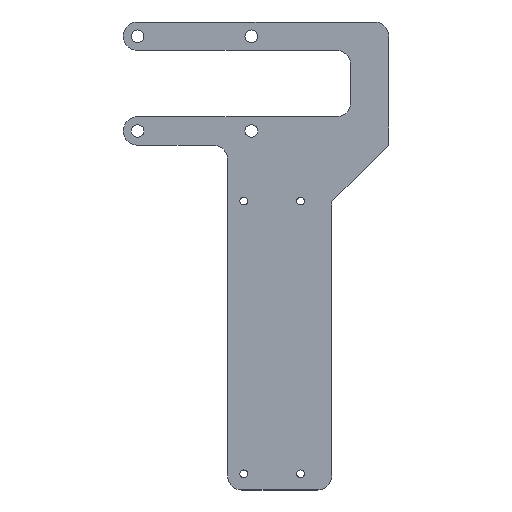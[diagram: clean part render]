
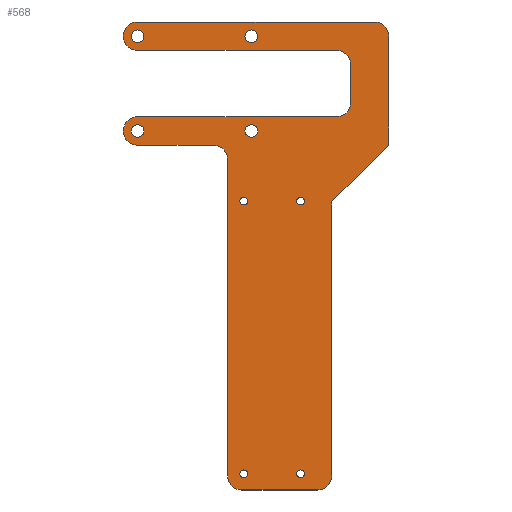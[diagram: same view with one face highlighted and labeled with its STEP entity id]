
A CAD part, top view. The second image highlights one B-rep face of the part: STEP entity #568.
In plain terms, the highlighted planar face has unit normal (0, 0, 1).
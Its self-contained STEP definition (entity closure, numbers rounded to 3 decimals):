
#23=FACE_BOUND('',#107,.T.);
#24=FACE_BOUND('',#108,.T.);
#25=FACE_BOUND('',#109,.T.);
#26=FACE_BOUND('',#110,.T.);
#27=FACE_BOUND('',#111,.T.);
#28=FACE_BOUND('',#112,.T.);
#29=FACE_BOUND('',#113,.T.);
#30=FACE_BOUND('',#114,.T.);
#42=PLANE('',#642);
#70=FACE_OUTER_BOUND('',#106,.T.);
#106=EDGE_LOOP('',(#499,#500,#501,#502,#503,#504,#505,#506,#507,#508,#509,
#510,#511,#512,#513,#514,#515,#516));
#107=EDGE_LOOP('',(#517));
#108=EDGE_LOOP('',(#518));
#109=EDGE_LOOP('',(#519));
#110=EDGE_LOOP('',(#520));
#111=EDGE_LOOP('',(#521));
#112=EDGE_LOOP('',(#522));
#113=EDGE_LOOP('',(#523));
#114=EDGE_LOOP('',(#524));
#135=LINE('',#905,#181);
#141=LINE('',#920,#187);
#144=LINE('',#928,#190);
#147=LINE('',#937,#193);
#151=LINE('',#946,#197);
#153=LINE('',#950,#199);
#154=LINE('',#953,#200);
#156=LINE('',#959,#202);
#159=LINE('',#966,#205);
#160=LINE('',#968,#206);
#181=VECTOR('',#737,10.);
#187=VECTOR('',#753,10.);
#190=VECTOR('',#762,10.);
#193=VECTOR('',#771,10.);
#197=VECTOR('',#781,10.);
#199=VECTOR('',#785,10.);
#200=VECTOR('',#788,10.);
#202=VECTOR('',#796,10.);
#205=VECTOR('',#805,10.);
#206=VECTOR('',#808,10.);
#207=CIRCLE('',#584,2.067);
#209=CIRCLE('',#587,2.067);
#211=CIRCLE('',#590,2.067);
#213=CIRCLE('',#593,2.067);
#215=CIRCLE('',#596,3.324);
#217=CIRCLE('',#599,3.324);
#219=CIRCLE('',#602,3.324);
#221=CIRCLE('',#605,3.324);
#223=CIRCLE('',#608,7.5);
#232=CIRCLE('',#620,7.5);
#233=CIRCLE('',#622,7.5);
#234=CIRCLE('',#625,7.5);
#235=CIRCLE('',#628,7.5);
#236=CIRCLE('',#631,7.5);
#237=CIRCLE('',#636,7.5);
#238=CIRCLE('',#639,7.5);
#239=VERTEX_POINT('',#813);
#241=VERTEX_POINT('',#819);
#243=VERTEX_POINT('',#825);
#245=VERTEX_POINT('',#831);
#247=VERTEX_POINT('',#837);
#249=VERTEX_POINT('',#843);
#251=VERTEX_POINT('',#849);
#253=VERTEX_POINT('',#855);
#255=VERTEX_POINT('',#861);
#256=VERTEX_POINT('',#862);
#275=VERTEX_POINT('',#904);
#276=VERTEX_POINT('',#908);
#277=VERTEX_POINT('',#912);
#278=VERTEX_POINT('',#914);
#279=VERTEX_POINT('',#918);
#280=VERTEX_POINT('',#922);
#281=VERTEX_POINT('',#924);
#282=VERTEX_POINT('',#930);
#283=VERTEX_POINT('',#931);
#284=VERTEX_POINT('',#936);
#285=VERTEX_POINT('',#940);
#286=VERTEX_POINT('',#942);
#287=VERTEX_POINT('',#948);
#288=VERTEX_POINT('',#952);
#289=VERTEX_POINT('',#958);
#290=VERTEX_POINT('',#962);
#291=EDGE_CURVE('',#239,#239,#207,.T.);
#294=EDGE_CURVE('',#241,#241,#209,.T.);
#297=EDGE_CURVE('',#243,#243,#211,.T.);
#300=EDGE_CURVE('',#245,#245,#213,.T.);
#303=EDGE_CURVE('',#247,#247,#215,.T.);
#306=EDGE_CURVE('',#249,#249,#217,.T.);
#309=EDGE_CURVE('',#251,#251,#219,.T.);
#312=EDGE_CURVE('',#253,#253,#221,.T.);
#315=EDGE_CURVE('',#255,#256,#223,.T.);
#336=EDGE_CURVE('',#256,#275,#135,.T.);
#338=EDGE_CURVE('',#275,#276,#232,.T.);
#341=EDGE_CURVE('',#277,#278,#233,.T.);
#344=EDGE_CURVE('',#279,#277,#141,.T.);
#346=EDGE_CURVE('',#280,#281,#234,.T.);
#348=EDGE_CURVE('',#278,#280,#144,.T.);
#349=EDGE_CURVE('',#282,#283,#235,.T.);
#352=EDGE_CURVE('',#283,#284,#147,.T.);
#355=EDGE_CURVE('',#285,#286,#236,.T.);
#357=EDGE_CURVE('',#276,#285,#151,.T.);
#359=EDGE_CURVE('',#287,#255,#153,.T.);
#360=EDGE_CURVE('',#286,#288,#154,.T.);
#362=EDGE_CURVE('',#288,#279,#237,.T.);
#363=EDGE_CURVE('',#281,#289,#156,.T.);
#365=EDGE_CURVE('',#289,#290,#238,.T.);
#367=EDGE_CURVE('',#290,#282,#159,.T.);
#368=EDGE_CURVE('',#284,#287,#160,.T.);
#499=ORIENTED_EDGE('',*,*,#315,.F.);
#500=ORIENTED_EDGE('',*,*,#359,.F.);
#501=ORIENTED_EDGE('',*,*,#368,.F.);
#502=ORIENTED_EDGE('',*,*,#352,.F.);
#503=ORIENTED_EDGE('',*,*,#349,.F.);
#504=ORIENTED_EDGE('',*,*,#367,.F.);
#505=ORIENTED_EDGE('',*,*,#365,.F.);
#506=ORIENTED_EDGE('',*,*,#363,.F.);
#507=ORIENTED_EDGE('',*,*,#346,.F.);
#508=ORIENTED_EDGE('',*,*,#348,.F.);
#509=ORIENTED_EDGE('',*,*,#341,.F.);
#510=ORIENTED_EDGE('',*,*,#344,.F.);
#511=ORIENTED_EDGE('',*,*,#362,.F.);
#512=ORIENTED_EDGE('',*,*,#360,.F.);
#513=ORIENTED_EDGE('',*,*,#355,.F.);
#514=ORIENTED_EDGE('',*,*,#357,.F.);
#515=ORIENTED_EDGE('',*,*,#338,.F.);
#516=ORIENTED_EDGE('',*,*,#336,.F.);
#517=ORIENTED_EDGE('',*,*,#291,.T.);
#518=ORIENTED_EDGE('',*,*,#294,.T.);
#519=ORIENTED_EDGE('',*,*,#297,.T.);
#520=ORIENTED_EDGE('',*,*,#300,.T.);
#521=ORIENTED_EDGE('',*,*,#303,.T.);
#522=ORIENTED_EDGE('',*,*,#306,.T.);
#523=ORIENTED_EDGE('',*,*,#309,.T.);
#524=ORIENTED_EDGE('',*,*,#312,.T.);
#568=ADVANCED_FACE('',(#70,#23,#24,#25,#26,#27,#28,#29,#30),#42,.T.);
#584=AXIS2_PLACEMENT_3D('',#814,#647,#648);
#587=AXIS2_PLACEMENT_3D('',#820,#654,#655);
#590=AXIS2_PLACEMENT_3D('',#826,#661,#662);
#593=AXIS2_PLACEMENT_3D('',#832,#668,#669);
#596=AXIS2_PLACEMENT_3D('',#838,#675,#676);
#599=AXIS2_PLACEMENT_3D('',#844,#682,#683);
#602=AXIS2_PLACEMENT_3D('',#850,#689,#690);
#605=AXIS2_PLACEMENT_3D('',#856,#696,#697);
#608=AXIS2_PLACEMENT_3D('',#863,#703,#704);
#620=AXIS2_PLACEMENT_3D('',#909,#741,#742);
#622=AXIS2_PLACEMENT_3D('',#915,#747,#748);
#625=AXIS2_PLACEMENT_3D('',#925,#757,#758);
#628=AXIS2_PLACEMENT_3D('',#932,#765,#766);
#631=AXIS2_PLACEMENT_3D('',#943,#776,#777);
#636=AXIS2_PLACEMENT_3D('',#956,#792,#793);
#639=AXIS2_PLACEMENT_3D('',#963,#800,#801);
#642=AXIS2_PLACEMENT_3D('',#969,#809,#810);
#647=DIRECTION('center_axis',(0.,0.,-1.));
#648=DIRECTION('ref_axis',(1.,0.,0.));
#654=DIRECTION('center_axis',(0.,0.,-1.));
#655=DIRECTION('ref_axis',(1.,0.,0.));
#661=DIRECTION('center_axis',(0.,0.,-1.));
#662=DIRECTION('ref_axis',(1.,0.,0.));
#668=DIRECTION('center_axis',(0.,0.,-1.));
#669=DIRECTION('ref_axis',(1.,0.,0.));
#675=DIRECTION('center_axis',(0.,0.,-1.));
#676=DIRECTION('ref_axis',(1.,0.,0.));
#682=DIRECTION('center_axis',(0.,0.,-1.));
#683=DIRECTION('ref_axis',(1.,0.,0.));
#689=DIRECTION('center_axis',(0.,0.,-1.));
#690=DIRECTION('ref_axis',(1.,0.,0.));
#696=DIRECTION('center_axis',(0.,0.,-1.));
#697=DIRECTION('ref_axis',(1.,0.,0.));
#703=DIRECTION('center_axis',(0.,0.,-1.));
#704=DIRECTION('ref_axis',(0.707,-0.707,0.));
#737=DIRECTION('',(-1.,0.,0.));
#741=DIRECTION('center_axis',(0.,0.,-1.));
#742=DIRECTION('ref_axis',(-0.707,-0.707,0.));
#747=DIRECTION('center_axis',(0.,0.,1.));
#748=DIRECTION('ref_axis',(0.707,-0.707,0.));
#753=DIRECTION('',(1.,0.,0.));
#757=DIRECTION('center_axis',(0.,0.,1.));
#758=DIRECTION('ref_axis',(0.707,0.707,0.));
#762=DIRECTION('',(0.,1.,0.));
#765=DIRECTION('center_axis',(0.,0.,-1.));
#766=DIRECTION('ref_axis',(0.707,0.707,0.));
#771=DIRECTION('',(0.,-1.,0.));
#776=DIRECTION('center_axis',(0.,0.,1.));
#777=DIRECTION('ref_axis',(0.707,0.707,0.));
#781=DIRECTION('',(0.,1.,0.));
#785=DIRECTION('',(0.,-1.,0.));
#788=DIRECTION('',(-1.,0.,0.));
#792=DIRECTION('center_axis',(0.,0.,-1.));
#793=DIRECTION('ref_axis',(0.,1.,0.));
#796=DIRECTION('',(-1.,0.,0.));
#800=DIRECTION('center_axis',(0.,0.,-1.));
#801=DIRECTION('ref_axis',(0.,1.,0.));
#805=DIRECTION('',(1.,0.,0.));
#808=DIRECTION('',(-0.707,-0.707,0.));
#809=DIRECTION('center_axis',(0.,0.,1.));
#810=DIRECTION('ref_axis',(1.,0.,0.));
#813=CARTESIAN_POINT('',(11.433,-62.,5.));
#814=CARTESIAN_POINT('Origin',(13.5,-62.,5.));
#819=CARTESIAN_POINT('',(11.433,-206.,5.));
#820=CARTESIAN_POINT('Origin',(13.5,-206.,5.));
#825=CARTESIAN_POINT('',(-18.567,-62.,5.));
#826=CARTESIAN_POINT('Origin',(-16.5,-62.,5.));
#831=CARTESIAN_POINT('',(-18.567,-206.,5.));
#832=CARTESIAN_POINT('Origin',(-16.5,-206.,5.));
#837=CARTESIAN_POINT('',(-75.824,25.,5.));
#838=CARTESIAN_POINT('Origin',(-72.5,25.,5.));
#843=CARTESIAN_POINT('',(-15.824,25.,5.));
#844=CARTESIAN_POINT('Origin',(-12.5,25.,5.));
#849=CARTESIAN_POINT('',(-15.824,-25.,5.));
#850=CARTESIAN_POINT('Origin',(-12.5,-25.,5.));
#855=CARTESIAN_POINT('',(-75.824,-25.,5.));
#856=CARTESIAN_POINT('Origin',(-72.5,-25.,5.));
#861=CARTESIAN_POINT('',(30.,-207.,5.));
#862=CARTESIAN_POINT('',(22.5,-214.5,5.));
#863=CARTESIAN_POINT('Origin',(22.5,-207.,5.));
#904=CARTESIAN_POINT('',(-17.5,-214.5,5.));
#905=CARTESIAN_POINT('',(-25.,-214.5,5.));
#908=CARTESIAN_POINT('',(-25.,-207.,5.));
#909=CARTESIAN_POINT('Origin',(-17.5,-207.,5.));
#912=CARTESIAN_POINT('',(32.5,-17.5,5.));
#914=CARTESIAN_POINT('',(40.,-10.,5.));
#915=CARTESIAN_POINT('Origin',(32.5,-10.,5.));
#918=CARTESIAN_POINT('',(-72.5,-17.5,5.));
#920=CARTESIAN_POINT('',(60.,-17.5,5.));
#922=CARTESIAN_POINT('',(40.,10.,5.));
#924=CARTESIAN_POINT('',(32.5,17.5,5.));
#925=CARTESIAN_POINT('Origin',(32.5,10.,5.));
#928=CARTESIAN_POINT('',(40.,17.5,5.));
#930=CARTESIAN_POINT('',(52.5,32.5,5.));
#931=CARTESIAN_POINT('',(60.,25.,5.));
#932=CARTESIAN_POINT('Origin',(52.5,25.,5.));
#936=CARTESIAN_POINT('',(60.,-32.5,5.));
#937=CARTESIAN_POINT('',(60.,-32.5,5.));
#940=CARTESIAN_POINT('',(-25.,-40.,5.));
#942=CARTESIAN_POINT('',(-32.5,-32.5,5.));
#943=CARTESIAN_POINT('Origin',(-32.5,-40.,5.));
#946=CARTESIAN_POINT('',(-25.,-32.5,5.));
#948=CARTESIAN_POINT('',(30.,-62.5,5.));
#950=CARTESIAN_POINT('',(30.,-214.5,5.));
#952=CARTESIAN_POINT('',(-72.5,-32.5,5.));
#953=CARTESIAN_POINT('',(-72.5,-32.5,5.));
#956=CARTESIAN_POINT('Origin',(-72.5,-25.,5.));
#958=CARTESIAN_POINT('',(-72.5,17.5,5.));
#959=CARTESIAN_POINT('',(-72.5,17.5,5.));
#962=CARTESIAN_POINT('',(-72.5,32.5,5.));
#963=CARTESIAN_POINT('Origin',(-72.5,25.,5.));
#966=CARTESIAN_POINT('',(60.,32.5,5.));
#968=CARTESIAN_POINT('',(30.,-62.5,5.));
#969=CARTESIAN_POINT('Origin',(40.607,-43.107,5.));
